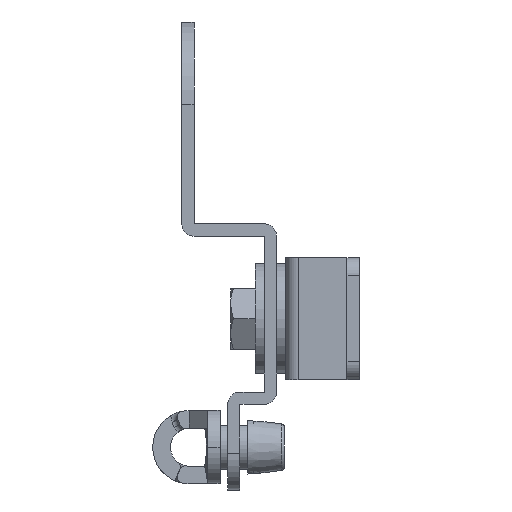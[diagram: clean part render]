
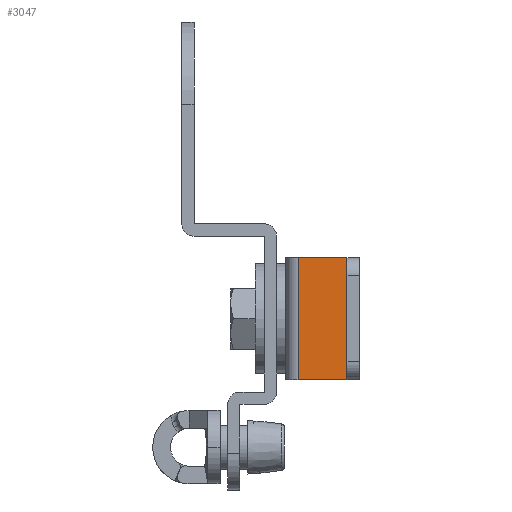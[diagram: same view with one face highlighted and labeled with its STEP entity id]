
A CAD part, front view. The second image highlights one B-rep face of the part: STEP entity #3047.
In plain terms, the highlighted face is planar.
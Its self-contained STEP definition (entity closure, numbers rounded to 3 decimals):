
#747 = CARTESIAN_POINT ( 'NONE',  ( 13., -10., -10. ) ) ;
#748 = CARTESIAN_POINT ( 'NONE',  ( 13., -10., 10. ) ) ;
#750 = CARTESIAN_POINT ( 'NONE',  ( 13., -2., -10. ) ) ;
#751 = CARTESIAN_POINT ( 'NONE',  ( 13., -2., 10. ) ) ;
#1693 = EDGE_LOOP ( 'NONE', ( #3213, #3215, #3214, #3216 ) ) ;
#1958 = VERTEX_POINT ( 'NONE', #747 ) ;
#1959 = VERTEX_POINT ( 'NONE', #748 ) ;
#1961 = VERTEX_POINT ( 'NONE', #750 ) ;
#1962 = VERTEX_POINT ( 'NONE', #751 ) ;
#3047 = ADVANCED_FACE ( 'NONE', ( #3793 ), #6164, .F. ) ;
#3213 = ORIENTED_EDGE ( 'NONE', *, *, #4202, .T. ) ;
#3214 = ORIENTED_EDGE ( 'NONE', *, *, #4203, .F. ) ;
#3215 = ORIENTED_EDGE ( 'NONE', *, *, #4201, .F. ) ;
#3216 = ORIENTED_EDGE ( 'NONE', *, *, #4198, .T. ) ;
#3793 = FACE_OUTER_BOUND ( 'NONE', #1693, .T. ) ;
#3845 = LINE ( 'NONE', #6349, #5857 ) ;
#3847 = LINE ( 'NONE', #6356, #5861 ) ;
#3848 = LINE ( 'NONE', #6358, #5862 ) ;
#3849 = LINE ( 'NONE', #6360, #5863 ) ;
#4198 = EDGE_CURVE ( 'NONE', #1959, #1958, #3845, .T. ) ;
#4201 = EDGE_CURVE ( 'NONE', #1962, #1961, #3847, .T. ) ;
#4202 = EDGE_CURVE ( 'NONE', #1958, #1961, #3848, .T. ) ;
#4203 = EDGE_CURVE ( 'NONE', #1959, #1962, #3849, .T. ) ;
#5745 = AXIS2_PLACEMENT_3D ( 'NONE', #6165, #6166, #6167 ) ;
#5857 = VECTOR ( 'NONE', #6350, 1000. ) ;
#5861 = VECTOR ( 'NONE', #6357, 1000. ) ;
#5862 = VECTOR ( 'NONE', #6359, 1000. ) ;
#5863 = VECTOR ( 'NONE', #6361, 1000. ) ;
#6164 = PLANE ( 'NONE',  #5745 ) ;
#6165 = CARTESIAN_POINT ( 'NONE',  ( 13., -2., 10. ) ) ;
#6166 = DIRECTION ( 'NONE',  ( -1., 0., 0. ) ) ;
#6167 = DIRECTION ( 'NONE',  ( 0., -1., 0. ) ) ;
#6349 = CARTESIAN_POINT ( 'NONE',  ( 13., -10., 10. ) ) ;
#6350 = DIRECTION ( 'NONE',  ( 0., 0., -1. ) ) ;
#6356 = CARTESIAN_POINT ( 'NONE',  ( 13., -2., 10. ) ) ;
#6357 = DIRECTION ( 'NONE',  ( 0., 0., -1. ) ) ;
#6358 = CARTESIAN_POINT ( 'NONE',  ( 13., -2., -10. ) ) ;
#6359 = DIRECTION ( 'NONE',  ( 0., 1., 0. ) ) ;
#6360 = CARTESIAN_POINT ( 'NONE',  ( 13., -2., 10. ) ) ;
#6361 = DIRECTION ( 'NONE',  ( 0., 1., 0. ) ) ;
